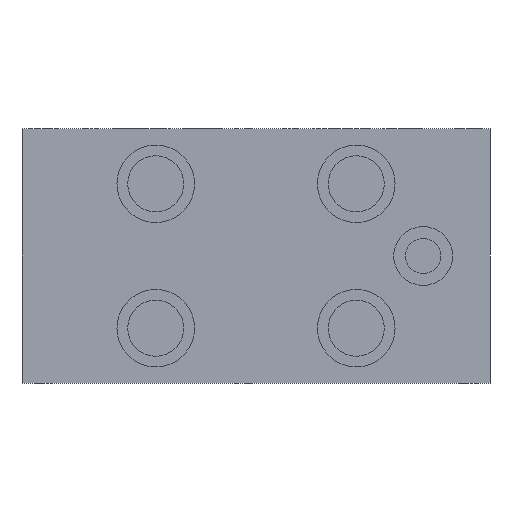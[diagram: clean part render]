
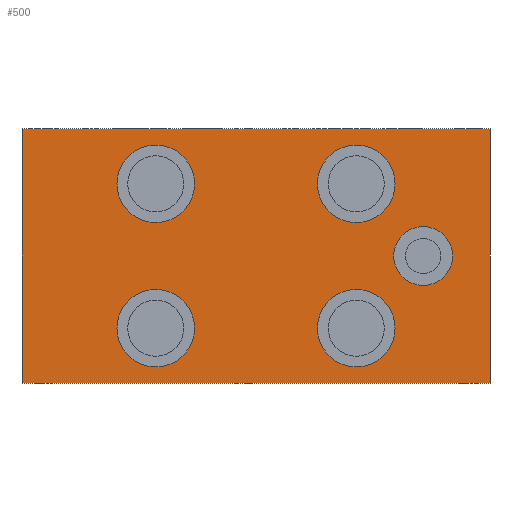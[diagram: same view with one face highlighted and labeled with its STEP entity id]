
A CAD part, front view. The second image highlights one B-rep face of the part: STEP entity #500.
In plain terms, the highlighted planar face has unit normal (0, -1, 0).
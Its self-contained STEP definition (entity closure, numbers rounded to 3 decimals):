
#500=ADVANCED_FACE('',(#1144,#1145,#1146,#1147,#1148,#1149),#1150,.F.);
#1144=FACE_BOUND('',#1927,.T.);
#1145=FACE_BOUND('',#1928,.T.);
#1146=FACE_BOUND('',#1929,.T.);
#1147=FACE_BOUND('',#1930,.T.);
#1148=FACE_BOUND('',#1931,.T.);
#1149=FACE_OUTER_BOUND('',#1932,.T.);
#1150=PLANE('',#1933);
#1927=EDGE_LOOP('',(#3265,#3266));
#1928=EDGE_LOOP('',(#3267,#3268));
#1929=EDGE_LOOP('',(#3269,#3270));
#1930=EDGE_LOOP('',(#3271,#3272));
#1931=EDGE_LOOP('',(#3273,#3274));
#1932=EDGE_LOOP('',(#3275,#3276,#3277,#3278));
#1933=AXIS2_PLACEMENT_3D('',#3279,#3280,#3281);
#3265=ORIENTED_EDGE('',*,*,#4739,.T.);
#3266=ORIENTED_EDGE('',*,*,#4655,.T.);
#3267=ORIENTED_EDGE('',*,*,#4740,.T.);
#3268=ORIENTED_EDGE('',*,*,#4741,.T.);
#3269=ORIENTED_EDGE('',*,*,#4353,.T.);
#3270=ORIENTED_EDGE('',*,*,#4742,.T.);
#3271=ORIENTED_EDGE('',*,*,#4743,.T.);
#3272=ORIENTED_EDGE('',*,*,#4744,.T.);
#3273=ORIENTED_EDGE('',*,*,#4696,.T.);
#3274=ORIENTED_EDGE('',*,*,#4745,.T.);
#3275=ORIENTED_EDGE('',*,*,#4746,.T.);
#3276=ORIENTED_EDGE('',*,*,#4283,.F.);
#3277=ORIENTED_EDGE('',*,*,#4747,.F.);
#3278=ORIENTED_EDGE('',*,*,#4583,.F.);
#3279=CARTESIAN_POINT('',(577.5,0.0,92.5));
#3280=DIRECTION('',(0.0,1.0,0.0));
#3281=DIRECTION('',(0.0,0.0,1.0));
#4283=EDGE_CURVE('',#5038,#5040,#5041,.T.);
#4353=EDGE_CURVE('',#5153,#5158,#5160,.T.);
#4583=EDGE_CURVE('',#5538,#5533,#5540,.T.);
#4655=EDGE_CURVE('',#5649,#5647,#5650,.T.);
#4696=EDGE_CURVE('',#5700,#5702,#5704,.T.);
#4739=EDGE_CURVE('',#5647,#5649,#5758,.T.);
#4740=EDGE_CURVE('',#5759,#5760,#5761,.T.);
#4741=EDGE_CURVE('',#5760,#5759,#5762,.T.);
#4742=EDGE_CURVE('',#5158,#5153,#5763,.T.);
#4743=EDGE_CURVE('',#5764,#5765,#5766,.T.);
#4744=EDGE_CURVE('',#5765,#5764,#5767,.T.);
#4745=EDGE_CURVE('',#5702,#5700,#5768,.T.);
#4746=EDGE_CURVE('',#5538,#5040,#5769,.T.);
#4747=EDGE_CURVE('',#5533,#5038,#5770,.T.);
#5038=VERTEX_POINT('',#6230);
#5040=VERTEX_POINT('',#6233);
#5041=LINE('',#6234,#6235);
#5153=VERTEX_POINT('',#6451);
#5158=VERTEX_POINT('',#6457);
#5160=CIRCLE('',#6460,14.5);
#5533=VERTEX_POINT('',#7163);
#5538=VERTEX_POINT('',#7170);
#5540=LINE('',#7173,#7174);
#5647=VERTEX_POINT('',#7307);
#5649=VERTEX_POINT('',#7310);
#5650=CIRCLE('',#7311,14.5);
#5700=VERTEX_POINT('',#7378);
#5702=VERTEX_POINT('',#7381);
#5704=CIRCLE('',#7384,14.5);
#5758=CIRCLE('',#7451,14.5);
#5759=VERTEX_POINT('',#7452);
#5760=VERTEX_POINT('',#7453);
#5761=CIRCLE('',#7454,11.0);
#5762=CIRCLE('',#7455,11.0);
#5763=CIRCLE('',#7456,14.5);
#5764=VERTEX_POINT('',#7457);
#5765=VERTEX_POINT('',#7458);
#5766=CIRCLE('',#7459,14.5);
#5767=CIRCLE('',#7460,14.5);
#5768=CIRCLE('',#7461,14.5);
#5769=LINE('',#7462,#7463);
#5770=LINE('',#7464,#7465);
#6230=CARTESIAN_POINT('',(665.0,0.0,45.0));
#6233=CARTESIAN_POINT('',(490.0,0.0,45.0));
#6234=CARTESIAN_POINT('',(577.5,0.0,45.0));
#6235=VECTOR('',#7885,1.0);
#6451=CARTESIAN_POINT('',(554.5,0.0,65.5));
#6457=CARTESIAN_POINT('',(525.5,0.0,65.5));
#6460=AXIS2_PLACEMENT_3D('',#7995,#7996,#7997);
#7163=CARTESIAN_POINT('',(665.0,0.0,140.0));
#7170=CARTESIAN_POINT('',(490.0,0.0,140.0));
#7173=CARTESIAN_POINT('',(577.5,0.0,140.0));
#7174=VECTOR('',#8368,1.0);
#7307=CARTESIAN_POINT('',(629.5,0.0,119.5));
#7310=CARTESIAN_POINT('',(600.5,0.0,119.5));
#7311=AXIS2_PLACEMENT_3D('',#8471,#8472,#8473);
#7378=CARTESIAN_POINT('',(554.5,0.0,119.5));
#7381=CARTESIAN_POINT('',(525.5,0.,119.5));
#7384=AXIS2_PLACEMENT_3D('',#8514,#8515,#8516);
#7451=AXIS2_PLACEMENT_3D('',#8569,#8570,#8571);
#7452=CARTESIAN_POINT('',(651.0,0.0,92.5));
#7453=CARTESIAN_POINT('',(629.0,0.,92.5));
#7454=AXIS2_PLACEMENT_3D('',#8572,#8573,#8574);
#7455=AXIS2_PLACEMENT_3D('',#8575,#8576,#8577);
#7456=AXIS2_PLACEMENT_3D('',#8578,#8579,#8580);
#7457=CARTESIAN_POINT('',(629.5,0.0,65.5));
#7458=CARTESIAN_POINT('',(600.5,0.0,65.5));
#7459=AXIS2_PLACEMENT_3D('',#8581,#8582,#8583);
#7460=AXIS2_PLACEMENT_3D('',#8584,#8585,#8586);
#7461=AXIS2_PLACEMENT_3D('',#8587,#8588,#8589);
#7462=CARTESIAN_POINT('',(490.0,0.0,92.5));
#7463=VECTOR('',#8590,1.0);
#7464=CARTESIAN_POINT('',(665.0,0.0,92.5));
#7465=VECTOR('',#8591,1.0);
#7885=DIRECTION('',(-1.0,0.0,0.0));
#7995=CARTESIAN_POINT('',(540.0,0.0,65.5));
#7996=DIRECTION('',(0.0,1.0,0.0));
#7997=DIRECTION('',(1.0,0.0,0.0));
#8368=DIRECTION('',(1.0,0.0,0.0));
#8471=CARTESIAN_POINT('',(615.0,0.0,119.5));
#8472=DIRECTION('',(0.0,1.0,0.0));
#8473=DIRECTION('',(1.0,0.0,0.0));
#8514=CARTESIAN_POINT('',(540.0,0.0,119.5));
#8515=DIRECTION('',(0.,1.0,0.0));
#8516=DIRECTION('',(1.0,0.,0.0));
#8569=CARTESIAN_POINT('',(615.0,0.0,119.5));
#8570=DIRECTION('',(0.0,1.0,0.0));
#8571=DIRECTION('',(1.0,0.0,0.0));
#8572=CARTESIAN_POINT('',(640.0,0.0,92.5));
#8573=DIRECTION('',(0.,1.0,0.0));
#8574=DIRECTION('',(1.0,0.,0.0));
#8575=CARTESIAN_POINT('',(640.0,0.0,92.5));
#8576=DIRECTION('',(0.,1.0,0.0));
#8577=DIRECTION('',(1.0,0.,0.0));
#8578=CARTESIAN_POINT('',(540.0,0.0,65.5));
#8579=DIRECTION('',(0.0,1.0,0.0));
#8580=DIRECTION('',(1.0,0.0,0.0));
#8581=CARTESIAN_POINT('',(615.0,0.0,65.5));
#8582=DIRECTION('',(0.0,1.0,0.0));
#8583=DIRECTION('',(1.0,0.0,0.0));
#8584=CARTESIAN_POINT('',(615.0,0.0,65.5));
#8585=DIRECTION('',(0.0,1.0,0.0));
#8586=DIRECTION('',(1.0,0.0,0.0));
#8587=CARTESIAN_POINT('',(540.0,0.0,119.5));
#8588=DIRECTION('',(0.,1.0,0.0));
#8589=DIRECTION('',(1.0,0.,0.0));
#8590=DIRECTION('',(0.0,0.0,-1.0));
#8591=DIRECTION('',(0.0,0.0,-1.0));
